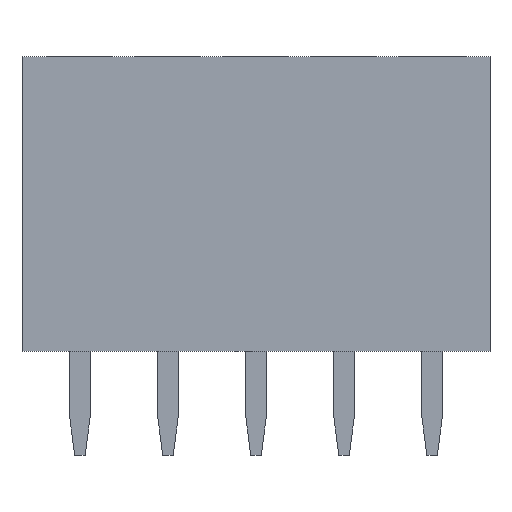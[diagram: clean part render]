
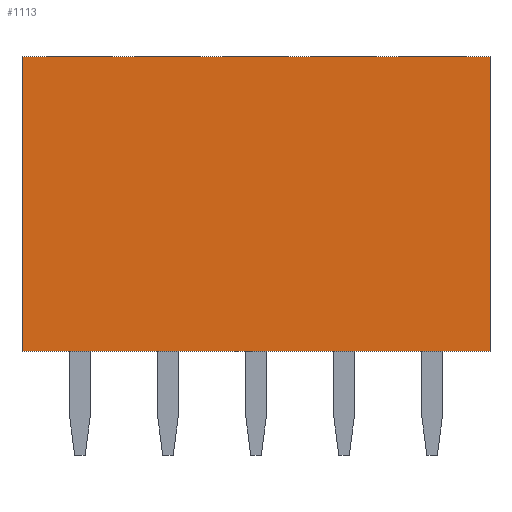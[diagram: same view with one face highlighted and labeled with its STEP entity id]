
A CAD part, front view. The second image highlights one B-rep face of the part: STEP entity #1113.
In plain terms, the highlighted planar face has unit normal (0, -1, 0).
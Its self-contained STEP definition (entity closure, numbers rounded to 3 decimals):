
#1113=ADVANCED_FACE('',(#2134),#2136,.T.);
#2134=FACE_BOUND('',#2135,.T.);
#2135=EDGE_LOOP('',(#2974,#2975,#2976,#2977));
#2136=PLANE('',#2137);
#2137=AXIS2_PLACEMENT_3D('',#2138,#2139,#2140);
#2138=CARTESIAN_POINT('',(11.83,-1.27,0.));
#2139=DIRECTION('',(0.,-1.,0.));
#2140=DIRECTION('',(0.,0.,1.));
#2974=ORIENTED_EDGE('',*,*,#3419,.T.);
#2975=ORIENTED_EDGE('',*,*,#3466,.T.);
#2976=ORIENTED_EDGE('',*,*,#3445,.F.);
#2977=ORIENTED_EDGE('',*,*,#3450,.F.);
#3419=EDGE_CURVE('',#3968,#3966,#3969,.T.);
#3445=EDGE_CURVE('',#4010,#4012,#4013,.T.);
#3450=EDGE_CURVE('',#3968,#4010,#4020,.T.);
#3466=EDGE_CURVE('',#3966,#4012,#4038,.T.);
#3966=VERTEX_POINT('',#5076);
#3968=VERTEX_POINT('',#5080);
#3969=LINE('',#5081,#5082);
#4010=VERTEX_POINT('',#5172);
#4012=VERTEX_POINT('',#5176);
#4013=LINE('',#5177,#5178);
#4020=LINE('',#5194,#5195);
#4038=LINE('',#5244,#5245);
#5076=CARTESIAN_POINT('',(11.83,-1.27,8.5));
#5080=CARTESIAN_POINT('',(11.83,-1.27,0.));
#5081=CARTESIAN_POINT('',(11.83,-1.27,0.));
#5082=VECTOR('',#5083,1.);
#5083=DIRECTION('',(0.,0.,1.));
#5172=CARTESIAN_POINT('',(-1.67,-1.27,0.));
#5176=CARTESIAN_POINT('',(-1.67,-1.27,8.5));
#5177=CARTESIAN_POINT('',(-1.67,-1.27,0.));
#5178=VECTOR('',#5179,1.);
#5179=DIRECTION('',(0.,0.,1.));
#5194=CARTESIAN_POINT('',(11.83,-1.27,0.));
#5195=VECTOR('',#5196,1.);
#5196=DIRECTION('',(-1.,0.,0.));
#5244=CARTESIAN_POINT('',(11.83,-1.27,8.5));
#5245=VECTOR('',#5246,1.);
#5246=DIRECTION('',(-1.,0.,0.));
